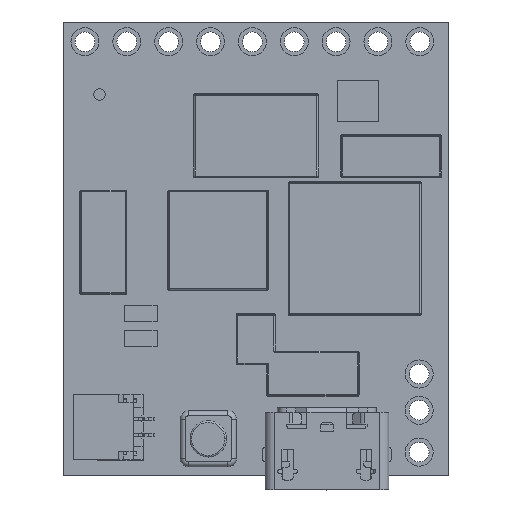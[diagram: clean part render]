
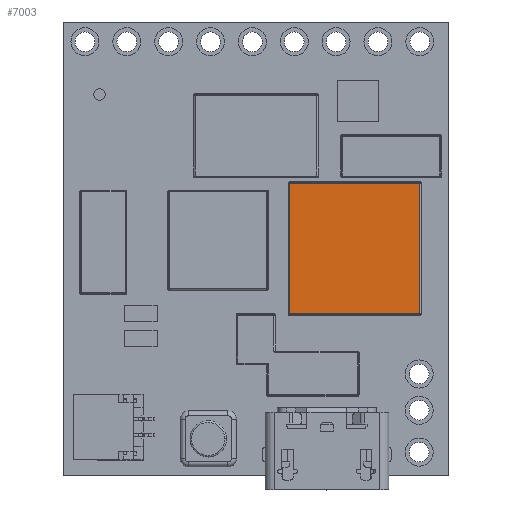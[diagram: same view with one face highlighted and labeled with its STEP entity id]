
A CAD part, top view. The second image highlights one B-rep face of the part: STEP entity #7003.
In plain terms, the highlighted planar face has unit normal (0, 0, 1).
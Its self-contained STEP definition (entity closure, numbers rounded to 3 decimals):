
#775 = DIRECTION ( 'NONE',  ( 0., -1., 0. ) ) ;
#792 = LINE ( 'NONE', #802, #29282 ) ;
#802 = CARTESIAN_POINT ( 'NONE',  ( 2.05, -4., 1.85 ) ) ;
#838 = CARTESIAN_POINT ( 'NONE',  ( 9.95, 4., 1.85 ) ) ;
#856 = LINE ( 'NONE', #838, #29369 ) ;
#857 = DIRECTION ( 'NONE',  ( 0., 1., 0. ) ) ;
#869 = CARTESIAN_POINT ( 'NONE',  ( 2., 3.95, 1.85 ) ) ;
#887 = DIRECTION ( 'NONE',  ( -1., 0., 0. ) ) ;
#901 = LINE ( 'NONE', #869, #29353 ) ;
#965 = DIRECTION ( 'NONE',  ( 1., 0., 0. ) ) ;
#983 = LINE ( 'NONE', #993, #29449 ) ;
#993 = CARTESIAN_POINT ( 'NONE',  ( 10., -3.95, 1.85 ) ) ;
#2839 = PLANE ( 'NONE',  #23866 ) ;
#2849 = FACE_OUTER_BOUND ( 'NONE', #13953, .T. ) ;
#2859 = DIRECTION ( 'NONE',  ( 0., 0., 1. ) ) ;
#2880 = CARTESIAN_POINT ( 'NONE',  ( 10., -4., 1.85 ) ) ;
#2881 = DIRECTION ( 'NONE',  ( 1., 0., 0. ) ) ;
#7003 = ADVANCED_FACE ( 'NONE', ( #2849 ), #2839, .T. ) ;
#8482 = EDGE_CURVE ( 'NONE', #15316, #15296, #792, .T. ) ;
#8518 = EDGE_CURVE ( 'NONE', #15327, #15329, #856, .T. ) ;
#8540 = EDGE_CURVE ( 'NONE', #15329, #15316, #901, .T. ) ;
#8622 = EDGE_CURVE ( 'NONE', #15296, #15327, #983, .T. ) ;
#13953 = EDGE_LOOP ( 'NONE', ( #22418, #22490, #22341, #22330 ) ) ;
#15296 = VERTEX_POINT ( 'NONE', #37341 ) ;
#15316 = VERTEX_POINT ( 'NONE', #37409 ) ;
#15327 = VERTEX_POINT ( 'NONE', #37447 ) ;
#15329 = VERTEX_POINT ( 'NONE', #37427 ) ;
#22330 = ORIENTED_EDGE ( 'NONE', *, *, #8540, .T. ) ;
#22341 = ORIENTED_EDGE ( 'NONE', *, *, #8518, .T. ) ;
#22418 = ORIENTED_EDGE ( 'NONE', *, *, #8482, .T. ) ;
#22490 = ORIENTED_EDGE ( 'NONE', *, *, #8622, .T. ) ;
#23866 = AXIS2_PLACEMENT_3D ( 'NONE', #2880, #2859, #2881 ) ;
#29282 = VECTOR ( 'NONE', #775, 1000. ) ;
#29353 = VECTOR ( 'NONE', #887, 1000. ) ;
#29369 = VECTOR ( 'NONE', #857, 1000. ) ;
#29449 = VECTOR ( 'NONE', #965, 1000. ) ;
#37341 = CARTESIAN_POINT ( 'NONE',  ( 2.05, -3.95, 1.85 ) ) ;
#37409 = CARTESIAN_POINT ( 'NONE',  ( 2.05, 3.95, 1.85 ) ) ;
#37427 = CARTESIAN_POINT ( 'NONE',  ( 9.95, 3.95, 1.85 ) ) ;
#37447 = CARTESIAN_POINT ( 'NONE',  ( 9.95, -3.95, 1.85 ) ) ;
